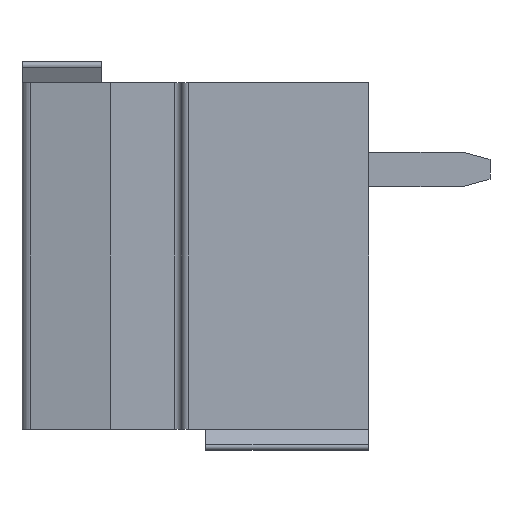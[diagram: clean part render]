
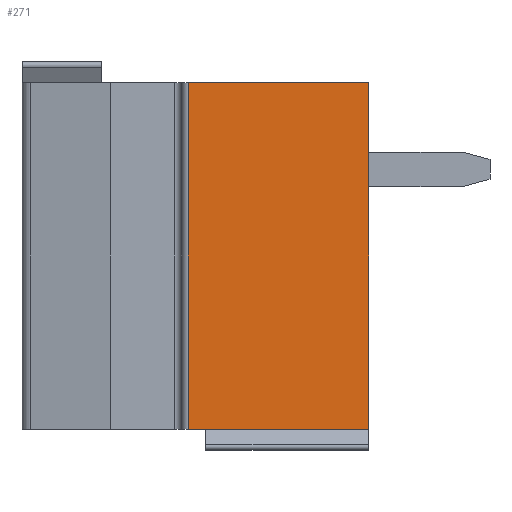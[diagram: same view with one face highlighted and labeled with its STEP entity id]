
A CAD part, left-side view. The second image highlights one B-rep face of the part: STEP entity #271.
In plain terms, the highlighted planar face has unit normal (-1, 0, 0).
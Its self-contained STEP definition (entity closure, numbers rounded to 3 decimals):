
#271 = ADVANCED_FACE( '', ( #558 ), #559, .T. );
#558 = FACE_OUTER_BOUND( '', #855, .T. );
#559 = PLANE( '', #856 );
#855 = EDGE_LOOP( '', ( #1541, #1542, #1543, #1544 ) );
#856 = AXIS2_PLACEMENT_3D( '', #1545, #1546, #1547 );
#1541 = ORIENTED_EDGE( '', *, *, #1945, .F. );
#1542 = ORIENTED_EDGE( '', *, *, #1990, .F. );
#1543 = ORIENTED_EDGE( '', *, *, #1855, .T. );
#1544 = ORIENTED_EDGE( '', *, *, #2044, .F. );
#1545 = CARTESIAN_POINT( '', ( 8.314, 23.838, 40.8 ) );
#1546 = DIRECTION( '', ( -1., 0., 0. ) );
#1547 = DIRECTION( '', ( 0., 1., 0. ) );
#1855 = EDGE_CURVE( '', #2253, #2251, #2254, .T. );
#1945 = EDGE_CURVE( '', #2397, #2399, #2400, .T. );
#1990 = EDGE_CURVE( '', #2253, #2397, #2457, .T. );
#2044 = EDGE_CURVE( '', #2399, #2251, #2522, .T. );
#2251 = VERTEX_POINT( '', #2793 );
#2253 = VERTEX_POINT( '', #2796 );
#2254 = LINE( '', #2797, #2798 );
#2397 = VERTEX_POINT( '', #2992 );
#2399 = VERTEX_POINT( '', #2994 );
#2400 = LINE( '', #2995, #2996 );
#2457 = LINE( '', #3084, #3085 );
#2522 = LINE( '', #3182, #3183 );
#2793 = CARTESIAN_POINT( '', ( 8.314, 18.438, -9.92 ) );
#2796 = CARTESIAN_POINT( '', ( 8.314, 23.638, -9.92 ) );
#2797 = CARTESIAN_POINT( '', ( 8.314, 0., -9.92 ) );
#2798 = VECTOR( '', #3343, 1000. );
#2992 = CARTESIAN_POINT( '', ( 8.314, 23.638, 0.08 ) );
#2994 = CARTESIAN_POINT( '', ( 8.314, 18.438, 0.08 ) );
#2995 = CARTESIAN_POINT( '', ( 8.314, 0., 0.08 ) );
#2996 = VECTOR( '', #3455, 1000. );
#3084 = CARTESIAN_POINT( '', ( 8.314, 23.638, -4.92 ) );
#3085 = VECTOR( '', #3496, 1000. );
#3182 = CARTESIAN_POINT( '', ( 8.314, 18.438, 5.08 ) );
#3183 = VECTOR( '', #3529, 1000. );
#3343 = DIRECTION( '', ( 0., -1., 0. ) );
#3455 = DIRECTION( '', ( 0., -1., 0. ) );
#3496 = DIRECTION( '', ( 0., 0., 1. ) );
#3529 = DIRECTION( '', ( 0., 0., -1. ) );
